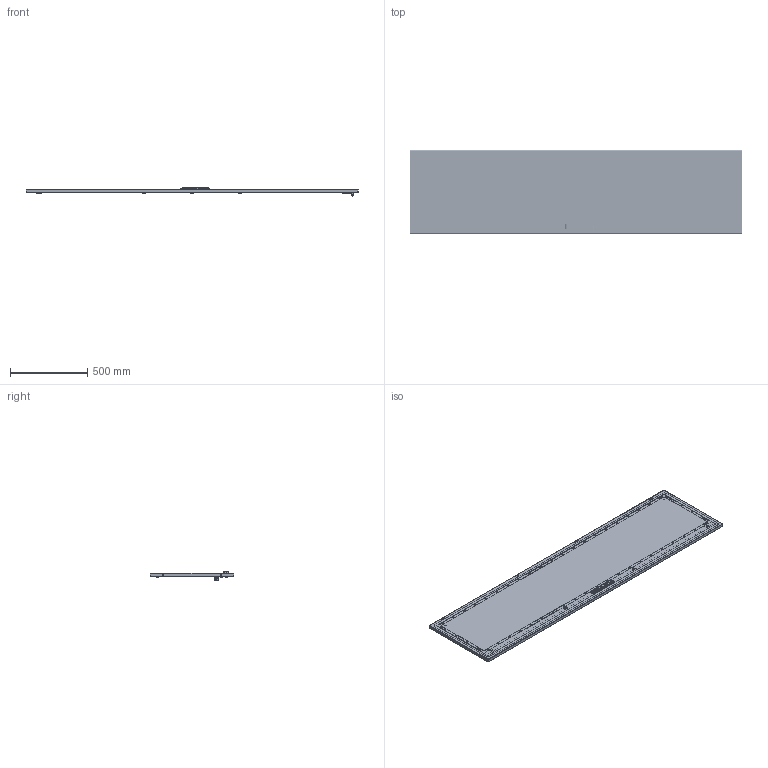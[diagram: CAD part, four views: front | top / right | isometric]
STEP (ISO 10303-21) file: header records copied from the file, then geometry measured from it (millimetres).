
FILE_DESCRIPTION (( 'STEP AP203' ), '1' );
FILE_NAME ('2200x600.step', '2011-02-16T12:08:29', ( 'User' ), ( 'DKC' ), 'SwSTEP 2.0', 'SolidWorks 2010', '' );
FILE_SCHEMA (( 'CONFIG_CONTROL_DESIGN' ));
Length unit declared in the file: millimetre
Products named in the file (33): linguetta_AC00C387; inserto chiave per maniglia RAM BLOCK_AC00C389; Sealing ring; Wood screw 4.2x13_Tapping screw DIN 7049-ST4.2x13-F-H-S; Traversa orizzontale interno porta laterale_600; basetta esterna_AC00C506; Sostegno autoallineante per porta AC00C446; land; Çåðêàëüíî îòðàçèòüboccola AC00C378; Çåðêàëüíî îòðàçèòüribattino AC00C377; maniglia RAM BLOCK modificated_AC00C505; AC00C184 dado telaio interno porta_Default; ASTINA Superiore_2200; RAMBLOCK montata modificated_Default; ASTINA Inferiore_2200; Çåðêàëüíî îòðàçèòüterminator for door.SLDPRT1; boccola AC00C378; AC00C400 Quadro IP55 Guida aste_Default; Çåðêàëüíî îòðàçèòüterminator for door.SLDPRT; ribattino AC00C377; Montante verticale + Traversa orizzontale interno porta_Montante verticale 2200; terminator for door.SLDPRT; AC00C254_Default; sealant for sviluppo porta laterale_2200x600; Hex Flange Bolt M6x10_ISO 4162 - M6 x 12 x 12-S; AC00C183_Default; distanziale di gomma per RAM BLOCK_Default; Ingranaggio per cariglione modificated_AC00C388; Nut M6_Hexagon Nut ISO - 4034 - M6 - S; Sviluppo porta laterale_2200x600; end-cap_AC00C061; hinge AC00C170_Default; 2200x600
Assembly tree (74 placements, depth 3):
  2200x600
    AC00C183_Default  x4
    RAMBLOCK montata modificated_Default
      Sealing ring
      inserto chiave per maniglia RAM BLOCK_AC00C389
      basetta esterna_AC00C506
      Ingranaggio per cariglione modificated_AC00C388
      maniglia RAM BLOCK modificated_AC00C505
    hinge AC00C170_Default  x4
    AC00C400 Quadro IP55 Guida aste_Default  x4
    sealant for sviluppo porta laterale_2200x600
    ASTINA Inferiore_2200
    land  x12
    ASTINA Superiore_2200
    Traversa orizzontale interno porta laterale_600  x2
    terminator for door.SLDPRT  x2
      boccola AC00C378
      ribattino AC00C377
    distanziale di gomma per RAM BLOCK_Default  x2
    Çåðêàëüíî îòðàçèòüterminator for door.SLDPRT
      Çåðêàëüíî îòðàçèòüboccola AC00C378
      Çåðêàëüíî îòðàçèòüribattino AC00C377
    Wood screw 4.2x13_Tapping screw DIN 7049-ST4.2x13-F-H-S  x5
    AC00C184 dado telaio interno porta_Default  x6
    Sostegno autoallineante per porta AC00C446
    Nut M6_Hexagon Nut ISO - 4034 - M6 - S  x4
    AC00C254_Default  x4
    Montante verticale + Traversa orizzontale interno porta_Montante verticale 2200  x2
    Hex Flange Bolt M6x10_ISO 4162 - M6 x 12 x 12-S
    end-cap_AC00C061  x2
    linguetta_AC00C387
    Sviluppo porta laterale_2200x600
    Çåðêàëüíî îòðàçèòüterminator for door.SLDPRT1
      Çåðêàëüíî îòðàçèòüribattino AC00C377
      Çåðêàëüíî îòðàçèòüboccola AC00C378
Bounding box: 2152 x 540 x 52.66 mm (x, y, z)
Volume: 3658223.6 mm3; surface area: 3651119.4 mm2
Topology: 83 solids, 83 shells, 8349 faces, 23156 edges, 15078 vertices
Faces by surface type: bspline 3431, cylinder 2222, plane 2161, cone 469, torus 48, sphere 18
Entity records: 87559 total; most frequent: CARTESIAN_POINT 30799, ORIENTED_EDGE 11484, DIRECTION 10055, EDGE_CURVE 5742, VERTEX_POINT 3688, AXIS2_PLACEMENT_3D 3568, VECTOR 2919, LINE 2919
